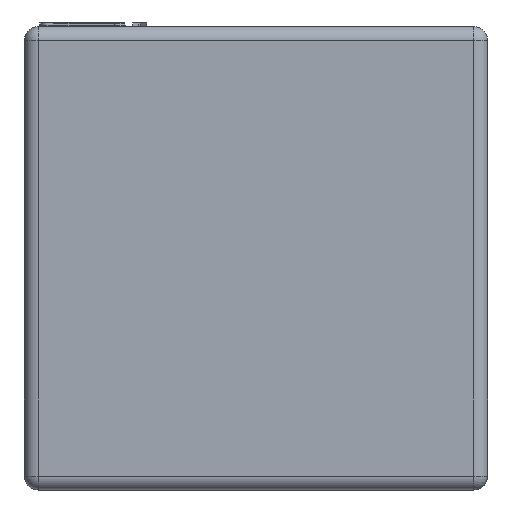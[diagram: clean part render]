
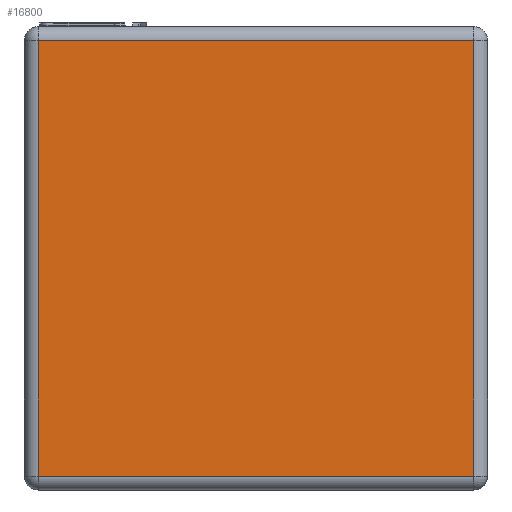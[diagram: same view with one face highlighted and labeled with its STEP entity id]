
A CAD part, left-side view. The second image highlights one B-rep face of the part: STEP entity #16800.
In plain terms, the highlighted planar face has unit normal (-1, 0, 0).
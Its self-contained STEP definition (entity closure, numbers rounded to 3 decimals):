
#544=PLANE('',#19759);
#1491=LINE('',#31429,#1938);
#1494=LINE('',#31445,#1941);
#1495=LINE('',#31448,#1942);
#1497=LINE('',#31452,#1944);
#1938=VECTOR('',#26034,10.);
#1941=VECTOR('',#26059,10.);
#1942=VECTOR('',#26064,10.);
#1944=VECTOR('',#26070,10.);
#3183=FACE_OUTER_BOUND('',#4560,.T.);
#4560=EDGE_LOOP('',(#15822,#15823,#15824,#15825));
#8262=VERTEX_POINT('',#31395);
#8268=VERTEX_POINT('',#31417);
#8269=VERTEX_POINT('',#31425);
#8271=VERTEX_POINT('',#31440);
#10775=EDGE_CURVE('',#8262,#8269,#1491,.T.);
#10784=EDGE_CURVE('',#8271,#8268,#1494,.T.);
#10785=EDGE_CURVE('',#8269,#8271,#1495,.T.);
#10787=EDGE_CURVE('',#8268,#8262,#1497,.T.);
#15822=ORIENTED_EDGE('',*,*,#10784,.F.);
#15823=ORIENTED_EDGE('',*,*,#10785,.F.);
#15824=ORIENTED_EDGE('',*,*,#10775,.F.);
#15825=ORIENTED_EDGE('',*,*,#10787,.F.);
#16800=ADVANCED_FACE('',(#3183),#544,.T.);
#19759=AXIS2_PLACEMENT_3D('',#31474,#26091,#26092);
#26034=DIRECTION('',(0.,0.,1.));
#26059=DIRECTION('',(0.,0.,-1.));
#26064=DIRECTION('',(0.,-1.,0.));
#26070=DIRECTION('',(0.,1.,0.));
#26091=DIRECTION('center_axis',(-1.,0.,0.));
#26092=DIRECTION('ref_axis',(0.,-1.,0.));
#31395=CARTESIAN_POINT('',(-90.,47.,3.));
#31417=CARTESIAN_POINT('',(-90.,-47.,3.));
#31425=CARTESIAN_POINT('',(-90.,47.,97.));
#31429=CARTESIAN_POINT('',(-90.,47.,0.));
#31440=CARTESIAN_POINT('',(-90.,-47.,97.));
#31445=CARTESIAN_POINT('',(-90.,-47.,0.));
#31448=CARTESIAN_POINT('',(-90.,25.,97.));
#31452=CARTESIAN_POINT('',(-90.,25.,3.));
#31474=CARTESIAN_POINT('Origin',(-90.,50.,0.));
